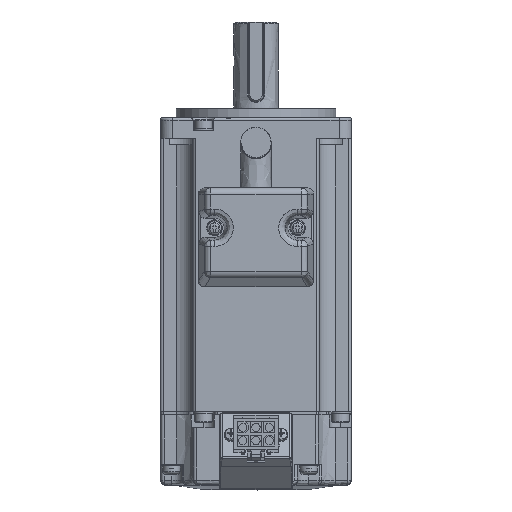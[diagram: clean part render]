
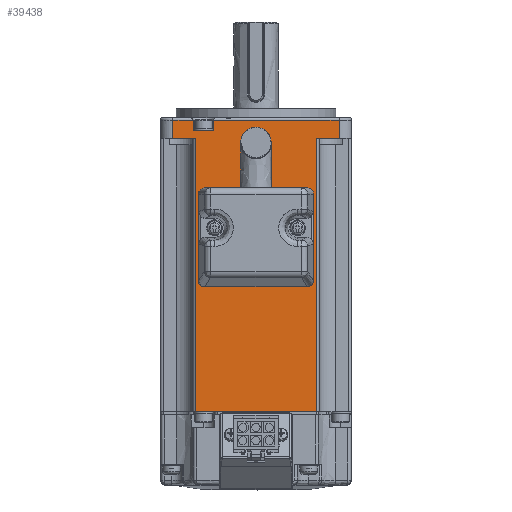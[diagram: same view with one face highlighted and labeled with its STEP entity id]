
A CAD part, top view. The second image highlights one B-rep face of the part: STEP entity #39438.
In plain terms, the highlighted free-form (B-spline) face has degree [1, 1] with [2, 2] control points.
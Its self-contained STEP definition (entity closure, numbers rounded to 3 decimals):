
#4403=CARTESIAN_POINT('',(18.8,-59.,0.));
#4404=VERTEX_POINT('',#4403);
#4405=CARTESIAN_POINT('',(-18.8,-59.,0.));
#4406=VERTEX_POINT('',#4405);
#4407=CARTESIAN_POINT('',(18.8,-59.,0.));
#4408=CARTESIAN_POINT('',(-18.8,-59.,0.));
#4409=B_SPLINE_CURVE_WITH_KNOTS('',1,(#4407,#4408),.POLYLINE_FORM.,.F.,.U.,(2,2),(0.,1.),.UNSPECIFIED.);
#4410=EDGE_CURVE('',#4404,#4406,#4409,.T.);
#6341=CARTESIAN_POINT('',(-18.8,26.5,0.));
#6342=VERTEX_POINT('',#6341);
#6343=CARTESIAN_POINT('',(-18.8,-59.,0.));
#6344=CARTESIAN_POINT('',(-18.8,26.5,0.));
#6345=B_SPLINE_CURVE_WITH_KNOTS('',1,(#6343,#6344),.POLYLINE_FORM.,.F.,.U.,(2,2),(0.,1.),.UNSPECIFIED.);
#6346=EDGE_CURVE('',#4406,#6342,#6345,.T.);
#6689=CARTESIAN_POINT('',(18.8,26.5,0.));
#6690=VERTEX_POINT('',#6689);
#6697=CARTESIAN_POINT('',(18.8,-59.,0.));
#6698=CARTESIAN_POINT('',(18.8,26.5,0.));
#6699=B_SPLINE_CURVE_WITH_KNOTS('',1,(#6697,#6698),.POLYLINE_FORM.,.F.,.U.,(2,2),(0.,1.),.UNSPECIFIED.);
#6700=EDGE_CURVE('',#4404,#6690,#6699,.T.);
#8171=CARTESIAN_POINT('',(16.,10.8,0.));
#8172=VERTEX_POINT('',#8171);
#8178=CARTESIAN_POINT('',(-16.,10.8,0.));
#8179=VERTEX_POINT('',#8178);
#8180=CARTESIAN_POINT('',(-16.,10.8,0.));
#8181=CARTESIAN_POINT('',(16.,10.8,0.));
#8182=B_SPLINE_CURVE_WITH_KNOTS('',1,(#8180,#8181),.POLYLINE_FORM.,.F.,.U.,(2,2),(0.,1.),.UNSPECIFIED.);
#8183=EDGE_CURVE('',#8179,#8172,#8182,.T.);
#8204=CARTESIAN_POINT('',(17.8,9.,0.));
#8205=VERTEX_POINT('',#8204);
#8206=CARTESIAN_POINT('',(16.,10.8,0.));
#8207=CARTESIAN_POINT('',(17.8,10.8,0.));
#8208=CARTESIAN_POINT('',(17.8,9.,0.));
#8209=(BOUNDED_CURVE()B_SPLINE_CURVE(2,(#8206,#8207,#8208),.CIRCULAR_ARC.,.F.,.U.)B_SPLINE_CURVE_WITH_KNOTS((3,3),(0.,1.),.UNSPECIFIED.)CURVE()GEOMETRIC_REPRESENTATION_ITEM()RATIONAL_B_SPLINE_CURVE((1.,0.707,1.))REPRESENTATION_ITEM(''));
#8210=EDGE_CURVE('',#8172,#8205,#8209,.T.);
#8234=CARTESIAN_POINT('',(17.8,-18.,0.));
#8235=VERTEX_POINT('',#8234);
#8236=CARTESIAN_POINT('',(17.8,9.,0.));
#8237=CARTESIAN_POINT('',(17.8,-18.,0.));
#8238=B_SPLINE_CURVE_WITH_KNOTS('',1,(#8236,#8237),.POLYLINE_FORM.,.F.,.U.,(2,2),(0.,1.),.UNSPECIFIED.);
#8239=EDGE_CURVE('',#8205,#8235,#8238,.T.);
#8268=CARTESIAN_POINT('',(16.,-19.8,0.));
#8269=VERTEX_POINT('',#8268);
#8270=CARTESIAN_POINT('',(17.8,-18.,0.));
#8271=CARTESIAN_POINT('',(17.8,-19.8,0.));
#8272=CARTESIAN_POINT('',(16.,-19.8,0.));
#8273=(BOUNDED_CURVE()B_SPLINE_CURVE(2,(#8270,#8271,#8272),.CIRCULAR_ARC.,.F.,.U.)B_SPLINE_CURVE_WITH_KNOTS((3,3),(0.,1.),.UNSPECIFIED.)CURVE()GEOMETRIC_REPRESENTATION_ITEM()RATIONAL_B_SPLINE_CURVE((1.,0.707,1.))REPRESENTATION_ITEM(''));
#8274=EDGE_CURVE('',#8235,#8269,#8273,.T.);
#8298=CARTESIAN_POINT('',(-16.,-19.8,0.));
#8299=VERTEX_POINT('',#8298);
#8300=CARTESIAN_POINT('',(16.,-19.8,0.));
#8301=CARTESIAN_POINT('',(-16.,-19.8,0.));
#8302=B_SPLINE_CURVE_WITH_KNOTS('',1,(#8300,#8301),.POLYLINE_FORM.,.F.,.U.,(2,2),(0.,1.),.UNSPECIFIED.);
#8303=EDGE_CURVE('',#8269,#8299,#8302,.T.);
#8346=CARTESIAN_POINT('',(-17.8,-18.,0.));
#8347=VERTEX_POINT('',#8346);
#8348=CARTESIAN_POINT('',(-16.,-19.8,0.));
#8349=CARTESIAN_POINT('',(-17.8,-19.8,0.));
#8350=CARTESIAN_POINT('',(-17.8,-18.,0.));
#8351=(BOUNDED_CURVE()B_SPLINE_CURVE(2,(#8348,#8349,#8350),.CIRCULAR_ARC.,.F.,.U.)B_SPLINE_CURVE_WITH_KNOTS((3,3),(0.,1.),.UNSPECIFIED.)CURVE()GEOMETRIC_REPRESENTATION_ITEM()RATIONAL_B_SPLINE_CURVE((1.,0.707,1.))REPRESENTATION_ITEM(''));
#8352=EDGE_CURVE('',#8299,#8347,#8351,.T.);
#8376=CARTESIAN_POINT('',(-17.8,9.,0.));
#8377=VERTEX_POINT('',#8376);
#8378=CARTESIAN_POINT('',(-17.8,-18.,0.));
#8379=CARTESIAN_POINT('',(-17.8,9.,0.));
#8380=B_SPLINE_CURVE_WITH_KNOTS('',1,(#8378,#8379),.POLYLINE_FORM.,.F.,.U.,(2,2),(0.,1.),.UNSPECIFIED.);
#8381=EDGE_CURVE('',#8347,#8377,#8380,.T.);
#8410=CARTESIAN_POINT('',(-17.8,9.,0.));
#8411=CARTESIAN_POINT('',(-17.8,10.8,0.));
#8412=CARTESIAN_POINT('',(-16.,10.8,0.));
#8413=(BOUNDED_CURVE()B_SPLINE_CURVE(2,(#8410,#8411,#8412),.CIRCULAR_ARC.,.F.,.U.)B_SPLINE_CURVE_WITH_KNOTS((3,3),(0.,1.),.UNSPECIFIED.)CURVE()GEOMETRIC_REPRESENTATION_ITEM()RATIONAL_B_SPLINE_CURVE((1.,0.707,1.))REPRESENTATION_ITEM(''));
#8414=EDGE_CURVE('',#8377,#8179,#8413,.T.);
#39357=CARTESIAN_POINT('',(-26.,32.2,0.));
#39358=CARTESIAN_POINT('',(26.,32.2,0.));
#39359=CARTESIAN_POINT('',(-26.,-59.,0.));
#39360=CARTESIAN_POINT('',(26.,-59.,0.));
#39361=B_SPLINE_SURFACE_WITH_KNOTS('',1,1,((#39357,#39358),(#39359,#39360)),.PLANE_SURF.,.F.,.F.,.U.,(2,2),(2,2),(0.,1.),(0.,1.),.UNSPECIFIED.);
#39362=ORIENTED_EDGE('',*,*,#6346,.F.);
#39363=ORIENTED_EDGE('',*,*,#4410,.F.);
#39364=ORIENTED_EDGE('',*,*,#6700,.T.);
#39365=CARTESIAN_POINT('',(26.,26.5,0.));
#39366=VERTEX_POINT('',#39365);
#39367=CARTESIAN_POINT('',(26.,26.5,0.));
#39368=CARTESIAN_POINT('',(18.8,26.5,0.));
#39369=B_SPLINE_CURVE_WITH_KNOTS('',1,(#39367,#39368),.POLYLINE_FORM.,.F.,.U.,(2,2),(0.,1.),.UNSPECIFIED.);
#39370=EDGE_CURVE('',#39366,#6690,#39369,.T.);
#39371=ORIENTED_EDGE('',*,*,#39370,.F.);
#39372=CARTESIAN_POINT('',(26.,32.2,0.));
#39373=VERTEX_POINT('',#39372);
#39374=CARTESIAN_POINT('',(26.,32.2,0.));
#39375=CARTESIAN_POINT('',(26.,26.5,0.));
#39376=B_SPLINE_CURVE_WITH_KNOTS('',1,(#39374,#39375),.POLYLINE_FORM.,.F.,.U.,(2,2),(0.,1.),.UNSPECIFIED.);
#39377=EDGE_CURVE('',#39373,#39366,#39376,.T.);
#39378=ORIENTED_EDGE('',*,*,#39377,.F.);
#39379=CARTESIAN_POINT('',(-13.3,32.2,0.));
#39380=VERTEX_POINT('',#39379);
#39381=CARTESIAN_POINT('',(-13.3,32.2,0.));
#39382=CARTESIAN_POINT('',(26.,32.2,0.));
#39383=B_SPLINE_CURVE_WITH_KNOTS('',1,(#39381,#39382),.POLYLINE_FORM.,.F.,.U.,(2,2),(0.,1.),.UNSPECIFIED.);
#39384=EDGE_CURVE('',#39380,#39373,#39383,.T.);
#39385=ORIENTED_EDGE('',*,*,#39384,.F.);
#39386=CARTESIAN_POINT('',(-13.3,29.,0.));
#39387=VERTEX_POINT('',#39386);
#39388=CARTESIAN_POINT('',(-13.3,29.,0.));
#39389=CARTESIAN_POINT('',(-13.3,32.2,0.));
#39390=B_SPLINE_CURVE_WITH_KNOTS('',1,(#39388,#39389),.POLYLINE_FORM.,.F.,.U.,(2,2),(0.,1.),.UNSPECIFIED.);
#39391=EDGE_CURVE('',#39387,#39380,#39390,.T.);
#39392=ORIENTED_EDGE('',*,*,#39391,.F.);
#39393=CARTESIAN_POINT('',(-19.7,29.,0.));
#39394=VERTEX_POINT('',#39393);
#39395=CARTESIAN_POINT('',(-19.7,29.,0.));
#39396=CARTESIAN_POINT('',(-13.3,29.,0.));
#39397=B_SPLINE_CURVE_WITH_KNOTS('',1,(#39395,#39396),.POLYLINE_FORM.,.F.,.U.,(2,2),(0.,1.),.UNSPECIFIED.);
#39398=EDGE_CURVE('',#39394,#39387,#39397,.T.);
#39399=ORIENTED_EDGE('',*,*,#39398,.F.);
#39400=CARTESIAN_POINT('',(-19.7,32.2,0.));
#39401=VERTEX_POINT('',#39400);
#39402=CARTESIAN_POINT('',(-19.7,32.2,0.));
#39403=CARTESIAN_POINT('',(-19.7,29.,0.));
#39404=B_SPLINE_CURVE_WITH_KNOTS('',1,(#39402,#39403),.POLYLINE_FORM.,.F.,.U.,(2,2),(0.,1.),.UNSPECIFIED.);
#39405=EDGE_CURVE('',#39401,#39394,#39404,.T.);
#39406=ORIENTED_EDGE('',*,*,#39405,.F.);
#39407=CARTESIAN_POINT('',(-26.,32.2,0.));
#39408=VERTEX_POINT('',#39407);
#39409=CARTESIAN_POINT('',(-26.,32.2,0.));
#39410=CARTESIAN_POINT('',(-19.7,32.2,0.));
#39411=B_SPLINE_CURVE_WITH_KNOTS('',1,(#39409,#39410),.POLYLINE_FORM.,.F.,.U.,(2,2),(0.,1.),.UNSPECIFIED.);
#39412=EDGE_CURVE('',#39408,#39401,#39411,.T.);
#39413=ORIENTED_EDGE('',*,*,#39412,.F.);
#39414=CARTESIAN_POINT('',(-26.,26.5,0.));
#39415=VERTEX_POINT('',#39414);
#39416=CARTESIAN_POINT('',(-26.,26.5,0.));
#39417=CARTESIAN_POINT('',(-26.,32.2,0.));
#39418=B_SPLINE_CURVE_WITH_KNOTS('',1,(#39416,#39417),.POLYLINE_FORM.,.F.,.U.,(2,2),(0.,1.),.UNSPECIFIED.);
#39419=EDGE_CURVE('',#39415,#39408,#39418,.T.);
#39420=ORIENTED_EDGE('',*,*,#39419,.F.);
#39421=CARTESIAN_POINT('',(-18.8,26.5,0.));
#39422=CARTESIAN_POINT('',(-26.,26.5,0.));
#39423=B_SPLINE_CURVE_WITH_KNOTS('',1,(#39421,#39422),.POLYLINE_FORM.,.F.,.U.,(2,2),(0.,1.),.UNSPECIFIED.);
#39424=EDGE_CURVE('',#6342,#39415,#39423,.T.);
#39425=ORIENTED_EDGE('',*,*,#39424,.F.);
#39426=EDGE_LOOP('',(#39362,#39363,#39364,#39371,#39378,#39385,#39392,#39399,#39406,#39413,#39420,#39425));
#39427=FACE_OUTER_BOUND('',#39426,.T.);
#39428=ORIENTED_EDGE('',*,*,#8183,.T.);
#39429=ORIENTED_EDGE('',*,*,#8210,.T.);
#39430=ORIENTED_EDGE('',*,*,#8239,.T.);
#39431=ORIENTED_EDGE('',*,*,#8274,.T.);
#39432=ORIENTED_EDGE('',*,*,#8303,.T.);
#39433=ORIENTED_EDGE('',*,*,#8352,.T.);
#39434=ORIENTED_EDGE('',*,*,#8381,.T.);
#39435=ORIENTED_EDGE('',*,*,#8414,.T.);
#39436=EDGE_LOOP('',(#39428,#39429,#39430,#39431,#39432,#39433,#39434,#39435));
#39437=FACE_BOUND('',#39436,.T.);
#39438=ADVANCED_FACE('',(#39427,#39437),#39361,.T.);
